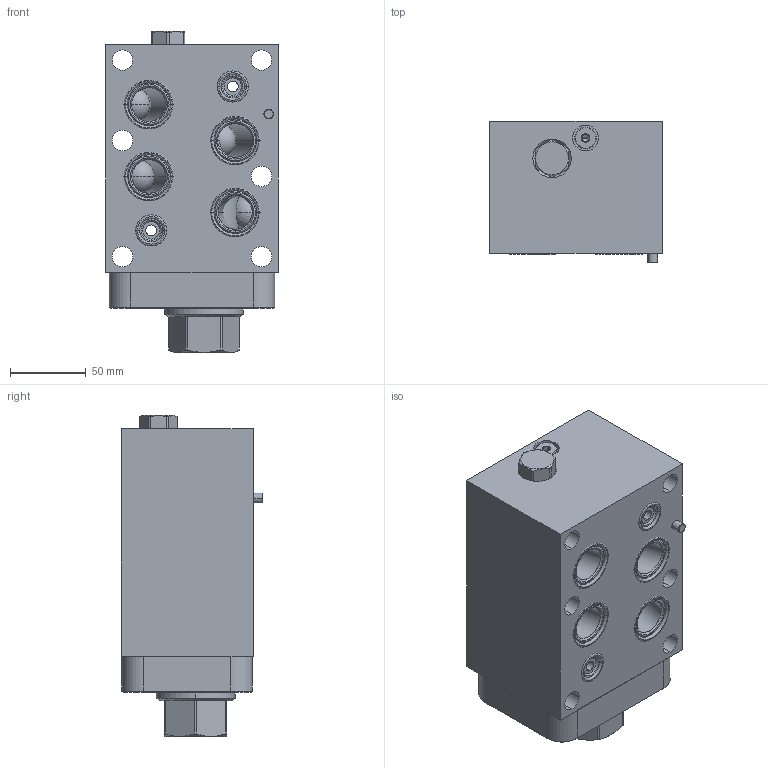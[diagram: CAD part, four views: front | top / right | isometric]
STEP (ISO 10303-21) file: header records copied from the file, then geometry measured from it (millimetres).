
FILE_DESCRIPTION((''),'2;1');
FILE_NAME('YFICXHNCA_ASM','2019-08-16T',('ProEService'),(''),'PRO/ENGINEER BY PARAMETRIC TECHNOLOGY CORPORATION, 2014200','PRO/ENGINEER BY PARAMETRIC TECHNOLOGY CORPORATION, 2014200','');
FILE_SCHEMA(('CONFIG_CONTROL_DESIGN'));
Length unit declared in the file: inch
Products named in the file (8): 152-259; LRJCXHN; A330-006-004; CSABXXN; 500-001-114; 500-001-121; 811-001-002; YFICXHNCA_ASM
Assembly tree (11 placements, depth 2):
  YFICXHNCA_ASM
    152-259
    LRJCXHN
    A330-006-004
    CSABXXN
    500-001-114  x2
    500-001-121  x4
    811-001-002
Bounding box: 114.3 x 93.68 x 212.67 mm (x, y, z)
Volume: 1478728.5 mm3; surface area: 206750.8 mm2
Topology: 17 solids, 18 shells, 575 faces, 1632 edges, 1274 vertices
Faces by surface type: cylinder 205, plane 121, cone 121, torus 60, revolution 48, sphere 20
Entity records: 21550 total; most frequent: CARTESIAN_POINT 6909, DIRECTION 3230, ORIENTED_EDGE 2546, EDGE_CURVE 1273, AXIS2_PLACEMENT_3D 1237, VERTEX_POINT 782, VECTOR 724, LINE 724
